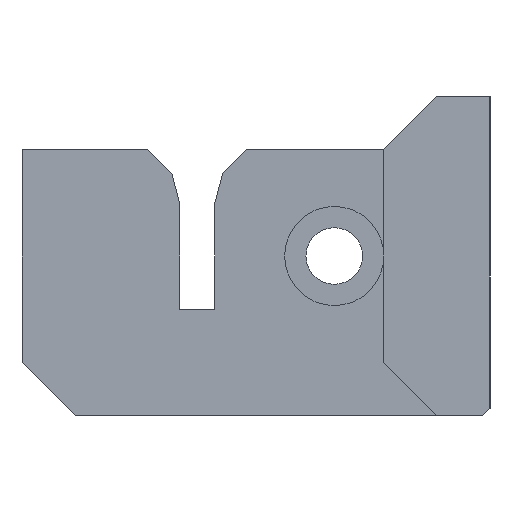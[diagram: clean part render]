
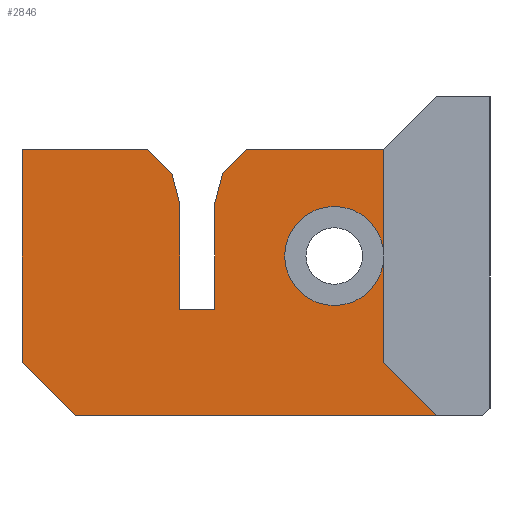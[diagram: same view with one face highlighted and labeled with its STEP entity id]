
A CAD part, left-side view. The second image highlights one B-rep face of the part: STEP entity #2846.
In plain terms, the highlighted planar face has unit normal (-1, 0, 0).
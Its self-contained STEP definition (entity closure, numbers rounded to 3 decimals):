
#16=CIRCLE('',#3017,2.8);
#17=CIRCLE('',#3018,2.8);
#177=FACE_OUTER_BOUND('',#339,.T.);
#339=EDGE_LOOP('',(#2291,#2292,#2293,#2294,#2295,#2296,#2297,#2298,#2299,
#2300,#2301,#2302,#2303,#2304,#2305,#2306,#2307));
#518=LINE('',#4070,#883);
#522=LINE('',#4077,#887);
#646=LINE('',#4479,#1011);
#647=LINE('',#4481,#1012);
#648=LINE('',#4483,#1013);
#649=LINE('',#4484,#1014);
#650=LINE('',#4486,#1015);
#651=LINE('',#4488,#1016);
#652=LINE('',#4490,#1017);
#653=LINE('',#4492,#1018);
#654=LINE('',#4494,#1019);
#655=LINE('',#4496,#1020);
#656=LINE('',#4498,#1021);
#657=LINE('',#4500,#1022);
#658=LINE('',#4501,#1023);
#883=VECTOR('',#3328,1000.);
#887=VECTOR('',#3332,1000.);
#1011=VECTOR('',#3558,1000.);
#1012=VECTOR('',#3559,1000.);
#1013=VECTOR('',#3560,1000.);
#1014=VECTOR('',#3561,1000.);
#1015=VECTOR('',#3562,1000.);
#1016=VECTOR('',#3563,1000.);
#1017=VECTOR('',#3564,1000.);
#1018=VECTOR('',#3565,1000.);
#1019=VECTOR('',#3566,1000.);
#1020=VECTOR('',#3567,1000.);
#1021=VECTOR('',#3568,1000.);
#1022=VECTOR('',#3569,1000.);
#1023=VECTOR('',#3570,1000.);
#1212=VERTEX_POINT('',#4068);
#1213=VERTEX_POINT('',#4069);
#1216=VERTEX_POINT('',#4075);
#1301=VERTEX_POINT('',#4407);
#1330=VERTEX_POINT('',#4477);
#1331=VERTEX_POINT('',#4478);
#1332=VERTEX_POINT('',#4480);
#1333=VERTEX_POINT('',#4482);
#1334=VERTEX_POINT('',#4485);
#1335=VERTEX_POINT('',#4487);
#1336=VERTEX_POINT('',#4489);
#1337=VERTEX_POINT('',#4491);
#1338=VERTEX_POINT('',#4493);
#1339=VERTEX_POINT('',#4495);
#1340=VERTEX_POINT('',#4497);
#1341=VERTEX_POINT('',#4499);
#1517=EDGE_CURVE('',#1212,#1213,#518,.T.);
#1521=EDGE_CURVE('',#1216,#1212,#522,.T.);
#1640=EDGE_CURVE('',#1301,#1212,#16,.T.);
#1641=EDGE_CURVE('',#1212,#1301,#17,.T.);
#1673=EDGE_CURVE('',#1330,#1331,#646,.T.);
#1674=EDGE_CURVE('',#1330,#1332,#647,.T.);
#1675=EDGE_CURVE('',#1333,#1332,#648,.T.);
#1676=EDGE_CURVE('',#1333,#1213,#649,.T.);
#1677=EDGE_CURVE('',#1334,#1216,#650,.T.);
#1678=EDGE_CURVE('',#1335,#1334,#651,.T.);
#1679=EDGE_CURVE('',#1335,#1336,#652,.T.);
#1680=EDGE_CURVE('',#1337,#1336,#653,.T.);
#1681=EDGE_CURVE('',#1338,#1337,#654,.T.);
#1682=EDGE_CURVE('',#1338,#1339,#655,.T.);
#1683=EDGE_CURVE('',#1339,#1340,#656,.T.);
#1684=EDGE_CURVE('',#1341,#1340,#657,.T.);
#1685=EDGE_CURVE('',#1331,#1341,#658,.T.);
#2291=ORIENTED_EDGE('',*,*,#1673,.F.);
#2292=ORIENTED_EDGE('',*,*,#1674,.T.);
#2293=ORIENTED_EDGE('',*,*,#1675,.F.);
#2294=ORIENTED_EDGE('',*,*,#1676,.T.);
#2295=ORIENTED_EDGE('',*,*,#1517,.F.);
#2296=ORIENTED_EDGE('',*,*,#1640,.F.);
#2297=ORIENTED_EDGE('',*,*,#1641,.F.);
#2298=ORIENTED_EDGE('',*,*,#1521,.F.);
#2299=ORIENTED_EDGE('',*,*,#1677,.F.);
#2300=ORIENTED_EDGE('',*,*,#1678,.F.);
#2301=ORIENTED_EDGE('',*,*,#1679,.T.);
#2302=ORIENTED_EDGE('',*,*,#1680,.F.);
#2303=ORIENTED_EDGE('',*,*,#1681,.F.);
#2304=ORIENTED_EDGE('',*,*,#1682,.T.);
#2305=ORIENTED_EDGE('',*,*,#1683,.T.);
#2306=ORIENTED_EDGE('',*,*,#1684,.F.);
#2307=ORIENTED_EDGE('',*,*,#1685,.F.);
#2696=PLANE('',#3035);
#2846=ADVANCED_FACE('',(#177),#2696,.T.);
#3017=AXIS2_PLACEMENT_3D('',#4409,#3499,#3500);
#3018=AXIS2_PLACEMENT_3D('',#4410,#3501,#3502);
#3035=AXIS2_PLACEMENT_3D('',#4476,#3556,#3557);
#3328=DIRECTION('',(0.,0.,-1.));
#3332=DIRECTION('',(0.,0.,-1.));
#3499=DIRECTION('center_axis',(-1.,0.,0.));
#3500=DIRECTION('ref_axis',(0.,0.,
-1.));
#3501=DIRECTION('center_axis',(-1.,0.,0.));
#3502=DIRECTION('ref_axis',(0.,0.,
-1.));
#3556=DIRECTION('center_axis',(-1.,0.,0.));
#3557=DIRECTION('ref_axis',(0.,0.,
-1.));
#3558=DIRECTION('',(0.,0.,1.));
#3559=DIRECTION('',(0.,-0.707,-0.707));
#3560=DIRECTION('',(0.,1.,0.));
#3561=DIRECTION('',(0.,0.707,0.707));
#3562=DIRECTION('',(0.,-1.,0.));
#3563=DIRECTION('',(0.,-0.707,0.707));
#3564=DIRECTION('',(0.,0.259,-0.966));
#3565=DIRECTION('',(0.,0.,1.));
#3566=DIRECTION('',(0.,-1.,0.));
#3567=DIRECTION('',(0.,0.,1.));
#3568=DIRECTION('',(0.,0.259,0.966));
#3569=DIRECTION('',(0.,-0.707,-0.707));
#3570=DIRECTION('',(0.,-1.,0.));
#4068=CARTESIAN_POINT('',(-16.5,6.,0.));
#4069=CARTESIAN_POINT('',(-16.5,6.,-6.));
#4070=CARTESIAN_POINT('',(-16.5,6.,11.));
#4075=CARTESIAN_POINT('',(-16.5,6.,6.));
#4077=CARTESIAN_POINT('',(-16.5,6.,11.));
#4407=CARTESIAN_POINT('',(-16.5,8.8,2.8));
#4409=CARTESIAN_POINT('Origin',(-16.5,8.8,0.));
#4410=CARTESIAN_POINT('Origin',(-16.5,8.8,0.));
#4476=CARTESIAN_POINT('Origin',(-16.5,6.,11.));
#4477=CARTESIAN_POINT('',(-16.5,26.44,-6.));
#4478=CARTESIAN_POINT('',(-16.5,26.44,6.));
#4479=CARTESIAN_POINT('',(-16.5,26.44,-9.));
#4480=CARTESIAN_POINT('',(-16.5,23.44,-9.));
#4481=CARTESIAN_POINT('',(-16.5,24.72,-7.72));
#4482=CARTESIAN_POINT('',(-16.5,3.,-9.));
#4483=CARTESIAN_POINT('',(-16.5,6.,-9.));
#4484=CARTESIAN_POINT('',(-16.5,3.,-9.));
#4485=CARTESIAN_POINT('',(-16.5,13.74,6.));
#4486=CARTESIAN_POINT('',(-16.5,6.,6.));
#4487=CARTESIAN_POINT('',(-16.5,15.101,4.639));
#4488=CARTESIAN_POINT('',(-16.5,13.74,6.));
#4489=CARTESIAN_POINT('',(-16.5,15.54,3.));
#4490=CARTESIAN_POINT('',(-16.5,12.901,12.849));
#4491=CARTESIAN_POINT('',(-16.5,15.54,-3.));
#4492=CARTESIAN_POINT('',(-16.5,15.54,-3.));
#4493=CARTESIAN_POINT('',(-16.5,17.54,-3.));
#4494=CARTESIAN_POINT('',(-16.5,17.54,-3.));
#4495=CARTESIAN_POINT('',(-16.5,17.54,3.));
#4496=CARTESIAN_POINT('',(-16.5,17.54,-3.));
#4497=CARTESIAN_POINT('',(-16.5,17.979,4.639));
#4498=CARTESIAN_POINT('',(-16.5,18.767,7.579));
#4499=CARTESIAN_POINT('',(-16.5,19.34,6.));
#4500=CARTESIAN_POINT('',(-16.5,16.54,3.2));
#4501=CARTESIAN_POINT('',(-16.5,6.,6.));
